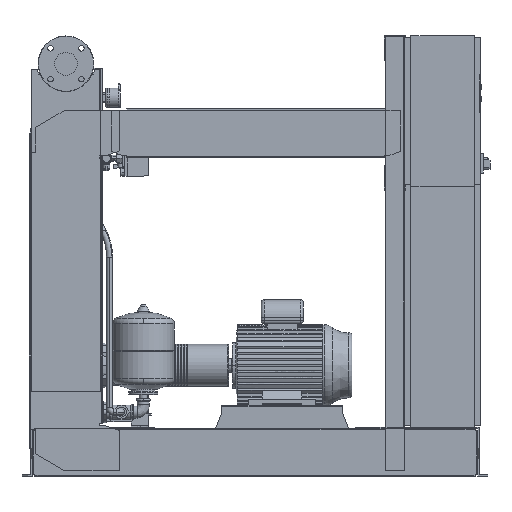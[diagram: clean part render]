
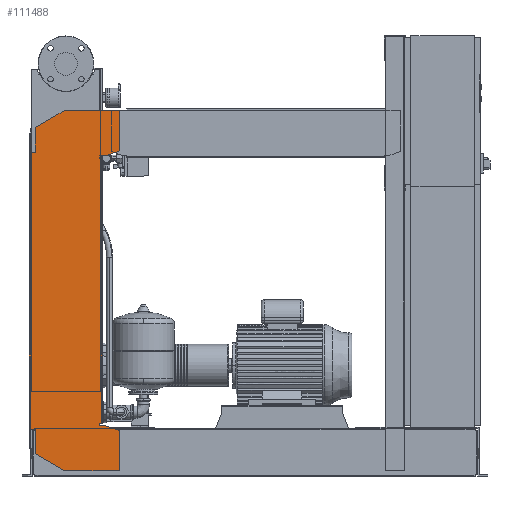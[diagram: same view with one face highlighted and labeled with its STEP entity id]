
A CAD part, front view. The second image highlights one B-rep face of the part: STEP entity #111488.
In plain terms, the highlighted free-form (B-spline) face has degree [1, 1] with [2, 2] control points.
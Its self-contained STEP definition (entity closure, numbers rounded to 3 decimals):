
#110973=CARTESIAN_POINT('',(-102.0,-463.5,1076.0));
#110974=VERTEX_POINT('',#110973);
#110981=CARTESIAN_POINT('',(-102.0,-463.5,1158.574));
#110982=VERTEX_POINT('',#110981);
#110983=CARTESIAN_POINT('',(-102.0,-463.5,1076.0));
#110984=DIRECTION('',(0.0,0.0,1.0));
#110985=VECTOR('',#110984,82.574);
#110986=LINE('',#110983,#110985);
#110987=EDGE_CURVE('',#110974,#110982,#110986,.T.);
#111005=CARTESIAN_POINT('',(-6.,-463.5,1214.0));
#111006=VERTEX_POINT('',#111005);
#111007=CARTESIAN_POINT('',(-102.0,-463.5,1158.574));
#111008=DIRECTION('',(0.866,0.0,0.5));
#111009=VECTOR('',#111008,110.851);
#111010=LINE('',#111007,#111009);
#111011=EDGE_CURVE('',#110982,#111006,#111010,.T.);
#111029=CARTESIAN_POINT('',(177.0,-463.5,1214.0));
#111030=VERTEX_POINT('',#111029);
#111031=CARTESIAN_POINT('',(-6.,-463.5,1214.0));
#111032=DIRECTION('',(1.0,0.0,0.0));
#111033=VECTOR('',#111032,183.0);
#111034=LINE('',#111031,#111033);
#111035=EDGE_CURVE('',#111006,#111030,#111034,.T.);
#111053=CARTESIAN_POINT('',(177.0,-463.5,1080.379));
#111054=VERTEX_POINT('',#111053);
#111055=CARTESIAN_POINT('',(177.0,-463.5,1214.0));
#111056=DIRECTION('',(0.0,0.0,-1.0));
#111057=VECTOR('',#111056,133.621);
#111058=LINE('',#111055,#111057);
#111059=EDGE_CURVE('',#111030,#111054,#111058,.T.);
#111077=CARTESIAN_POINT('',(132.,-463.5,1064.0));
#111078=VERTEX_POINT('',#111077);
#111079=CARTESIAN_POINT('',(177.0,-463.5,1080.379));
#111080=DIRECTION('',(-0.94,0.0,-0.342));
#111081=VECTOR('',#111080,47.888);
#111082=LINE('',#111079,#111081);
#111083=EDGE_CURVE('',#111054,#111078,#111082,.T.);
#111101=CARTESIAN_POINT('',(112.0,-463.5,1064.0));
#111102=VERTEX_POINT('',#111101);
#111103=CARTESIAN_POINT('',(132.,-463.5,1064.0));
#111104=DIRECTION('',(-1.0,0.0,0.0));
#111105=VECTOR('',#111104,20.);
#111106=LINE('',#111103,#111105);
#111107=EDGE_CURVE('',#111078,#111102,#111106,.T.);
#111125=CARTESIAN_POINT('',(112.0,-463.5,1056.0));
#111126=VERTEX_POINT('',#111125);
#111127=CARTESIAN_POINT('',(112.0,-463.5,1064.0));
#111128=DIRECTION('',(0.0,0.0,-1.0));
#111129=VECTOR('',#111128,8.0);
#111130=LINE('',#111127,#111129);
#111131=EDGE_CURVE('',#111102,#111126,#111130,.T.);
#111149=CARTESIAN_POINT('',(120.,-463.5,1056.0));
#111150=VERTEX_POINT('',#111149);
#111151=CARTESIAN_POINT('',(112.0,-463.5,1056.0));
#111152=DIRECTION('',(1.0,0.0,0.0));
#111153=VECTOR('',#111152,8.);
#111154=LINE('',#111151,#111153);
#111155=EDGE_CURVE('',#111126,#111150,#111154,.T.);
#111173=CARTESIAN_POINT('',(120.,-463.5,176.));
#111174=VERTEX_POINT('',#111173);
#111185=CARTESIAN_POINT('',(120.,-463.5,1056.0));
#111186=DIRECTION('',(0.0,0.0,-1.0));
#111187=VECTOR('',#111186,880.);
#111188=LINE('',#111185,#111187);
#111189=EDGE_CURVE('',#111150,#111174,#111188,.T.);
#111203=CARTESIAN_POINT('',(112.,-463.5,176.));
#111204=VERTEX_POINT('',#111203);
#111205=CARTESIAN_POINT('',(120.,-463.5,176.));
#111206=DIRECTION('',(-1.0,0.0,0.0));
#111207=VECTOR('',#111206,8.);
#111208=LINE('',#111205,#111207);
#111209=EDGE_CURVE('',#111174,#111204,#111208,.T.);
#111227=CARTESIAN_POINT('',(112.,-463.5,168.));
#111228=VERTEX_POINT('',#111227);
#111229=CARTESIAN_POINT('',(112.,-463.5,176.));
#111230=DIRECTION('',(0.0,0.0,-1.0));
#111231=VECTOR('',#111230,8.0);
#111232=LINE('',#111229,#111231);
#111233=EDGE_CURVE('',#111204,#111228,#111232,.T.);
#111251=CARTESIAN_POINT('',(132.,-463.5,168.));
#111252=VERTEX_POINT('',#111251);
#111253=CARTESIAN_POINT('',(112.,-463.5,168.));
#111254=DIRECTION('',(1.0,0.0,0.0));
#111255=VECTOR('',#111254,20.0);
#111256=LINE('',#111253,#111255);
#111257=EDGE_CURVE('',#111228,#111252,#111256,.T.);
#111275=CARTESIAN_POINT('',(177.,-463.5,151.621));
#111276=VERTEX_POINT('',#111275);
#111277=CARTESIAN_POINT('',(132.,-463.5,168.));
#111278=DIRECTION('',(0.94,0.0,-0.342));
#111279=VECTOR('',#111278,47.888);
#111280=LINE('',#111277,#111279);
#111281=EDGE_CURVE('',#111252,#111276,#111280,.T.);
#111299=CARTESIAN_POINT('',(177.,-463.5,18.0));
#111300=VERTEX_POINT('',#111299);
#111301=CARTESIAN_POINT('',(177.,-463.5,151.621));
#111302=DIRECTION('',(0.0,0.0,-1.0));
#111303=VECTOR('',#111302,133.621);
#111304=LINE('',#111301,#111303);
#111305=EDGE_CURVE('',#111276,#111300,#111304,.T.);
#111323=CARTESIAN_POINT('',(-4.,-463.5,18.0));
#111324=VERTEX_POINT('',#111323);
#111325=CARTESIAN_POINT('',(177.,-463.5,18.0));
#111326=DIRECTION('',(-1.0,0.0,0.0));
#111327=VECTOR('',#111326,181.);
#111328=LINE('',#111325,#111327);
#111329=EDGE_CURVE('',#111300,#111324,#111328,.T.);
#111347=CARTESIAN_POINT('',(-102.,-463.5,74.58));
#111348=VERTEX_POINT('',#111347);
#111349=CARTESIAN_POINT('',(-4.,-463.5,18.0));
#111350=DIRECTION('',(-0.866,0.,0.5));
#111351=VECTOR('',#111350,113.161);
#111352=LINE('',#111349,#111351);
#111353=EDGE_CURVE('',#111324,#111348,#111352,.T.);
#111371=CARTESIAN_POINT('',(-102.,-463.5,156.0));
#111372=VERTEX_POINT('',#111371);
#111373=CARTESIAN_POINT('',(-102.,-463.5,74.58));
#111374=DIRECTION('',(0.0,0.0,1.0));
#111375=VECTOR('',#111374,81.42);
#111376=LINE('',#111373,#111375);
#111377=EDGE_CURVE('',#111348,#111372,#111376,.T.);
#111395=CARTESIAN_POINT('',(-122.,-463.5,156.0));
#111396=VERTEX_POINT('',#111395);
#111397=CARTESIAN_POINT('',(-102.,-463.5,156.0));
#111398=DIRECTION('',(-1.0,0.0,0.0));
#111399=VECTOR('',#111398,20.0);
#111400=LINE('',#111397,#111399);
#111401=EDGE_CURVE('',#111372,#111396,#111400,.T.);
#111419=CARTESIAN_POINT('',(-122.0,-463.5,1076.0));
#111420=VERTEX_POINT('',#111419);
#111433=CARTESIAN_POINT('',(-122.,-463.5,156.0));
#111434=DIRECTION('',(0.0,0.0,1.0));
#111435=VECTOR('',#111434,920.0);
#111436=LINE('',#111433,#111435);
#111437=EDGE_CURVE('',#111396,#111420,#111436,.T.);
#111451=CARTESIAN_POINT('',(-122.0,-463.5,1076.0));
#111452=DIRECTION('',(1.0,0.0,0.0));
#111453=VECTOR('',#111452,20.0);
#111454=LINE('',#111451,#111453);
#111455=EDGE_CURVE('',#111420,#110974,#111454,.T.);
#111461=CARTESIAN_POINT('',(-122.,-463.5,18.0));
#111462=CARTESIAN_POINT('',(177.0,-463.5,18.0));
#111463=CARTESIAN_POINT('',(-122.,-463.5,1214.0));
#111464=CARTESIAN_POINT('',(177.0,-463.5,1214.0));
#111465=B_SPLINE_SURFACE_WITH_KNOTS('',1,1,((#111461,#111463),(#111462,#111464)),.UNSPECIFIED.,.F.,.F.,.U.,(2,2),(2,2),(0.0,299.),(0.0,1196.0),.UNSPECIFIED.);
#111466=ORIENTED_EDGE('',*,*,#111455,.F.);
#111467=ORIENTED_EDGE('',*,*,#111437,.F.);
#111468=ORIENTED_EDGE('',*,*,#111401,.F.);
#111469=ORIENTED_EDGE('',*,*,#111377,.F.);
#111470=ORIENTED_EDGE('',*,*,#111353,.F.);
#111471=ORIENTED_EDGE('',*,*,#111329,.F.);
#111472=ORIENTED_EDGE('',*,*,#111305,.F.);
#111473=ORIENTED_EDGE('',*,*,#111281,.F.);
#111474=ORIENTED_EDGE('',*,*,#111257,.F.);
#111475=ORIENTED_EDGE('',*,*,#111233,.F.);
#111476=ORIENTED_EDGE('',*,*,#111209,.F.);
#111477=ORIENTED_EDGE('',*,*,#111189,.F.);
#111478=ORIENTED_EDGE('',*,*,#111155,.F.);
#111479=ORIENTED_EDGE('',*,*,#111131,.F.);
#111480=ORIENTED_EDGE('',*,*,#111107,.F.);
#111481=ORIENTED_EDGE('',*,*,#111083,.F.);
#111482=ORIENTED_EDGE('',*,*,#111059,.F.);
#111483=ORIENTED_EDGE('',*,*,#111035,.F.);
#111484=ORIENTED_EDGE('',*,*,#111011,.F.);
#111485=ORIENTED_EDGE('',*,*,#110987,.F.);
#111486=EDGE_LOOP('',(#111466,#111467,#111468,#111469,#111470,#111471,#111472,#111473,#111474,#111475,#111476,#111477,#111478,#111479,#111480,#111481,#111482,#111483,#111484,#111485));
#111487=FACE_OUTER_BOUND('',#111486,.T.);
#111488=ADVANCED_FACE('',(#111487),#111465,.T.);
